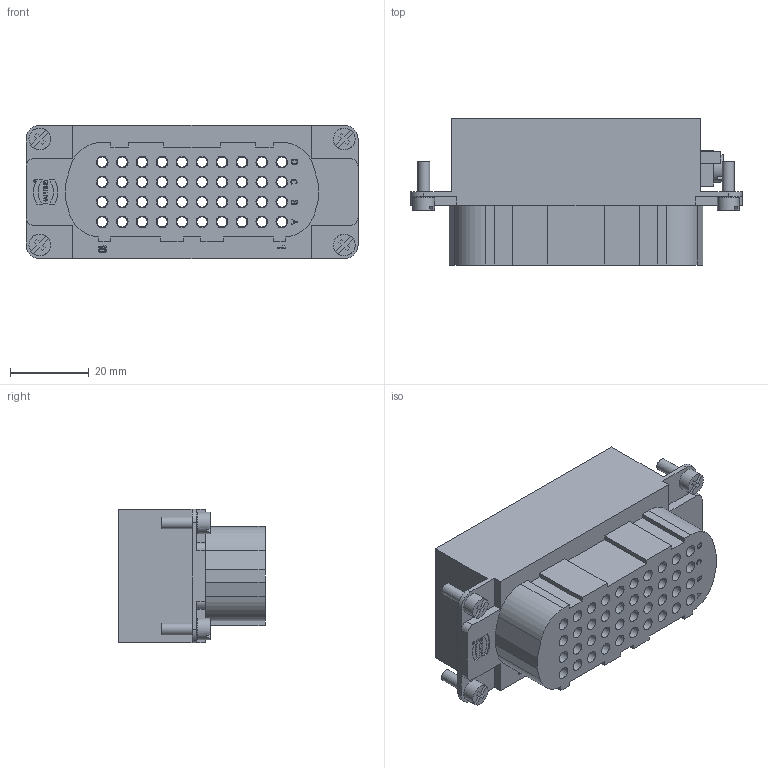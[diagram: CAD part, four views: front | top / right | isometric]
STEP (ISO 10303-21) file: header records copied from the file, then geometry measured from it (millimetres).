
FILE_DESCRIPTION(/* description */ (''),/* implementation_level */ '2;1');
FILE_NAME(/* name */ '100094980ugm000_b.stp',/* time_stamp */ '2017-10-27T14:46:32+02:00',/* author */ (''),/* organization */ (''),/* preprocessor_version */ 'ST-DEVELOPER v16',/* originating_system */ 'SIEMENS PLM Software NX 10.0',/* authorisation */ '');
FILE_SCHEMA (('AUTOMOTIVE_DESIGN { 1 0 10303 214 3 1 1 1 }'));
Length unit declared in the file: millimetre
Products named in the file (1): 100094980ugm000_b
Bounding box: 84.5 x 37.2 x 34 mm (x, y, z)
Volume: 57833.8 mm3; surface area: 29418.5 mm2
Topology: 1 solids, 1 shells, 757 faces, 1724 edges, 1189 vertices
Faces by surface type: plane 499, cylinder 258
Full cylindrical faces by diameter (mm): 0.587 x1, 0.648 x1, 2.6 x40, 2.722 x1, 3 x48, 3.024 x1, 3.4 x40, 4.2 x40, 5.5 x4, 7 x1
Entity records: 21569 total; most frequent: DIRECTION 3599, CARTESIAN_POINT 3494, ORIENTED_EDGE 3094, EDGE_CURVE 1547, AXIS2_PLACEMENT_3D 1294, EDGE_LOOP 1193, VERTEX_POINT 1148, LINE 1011
